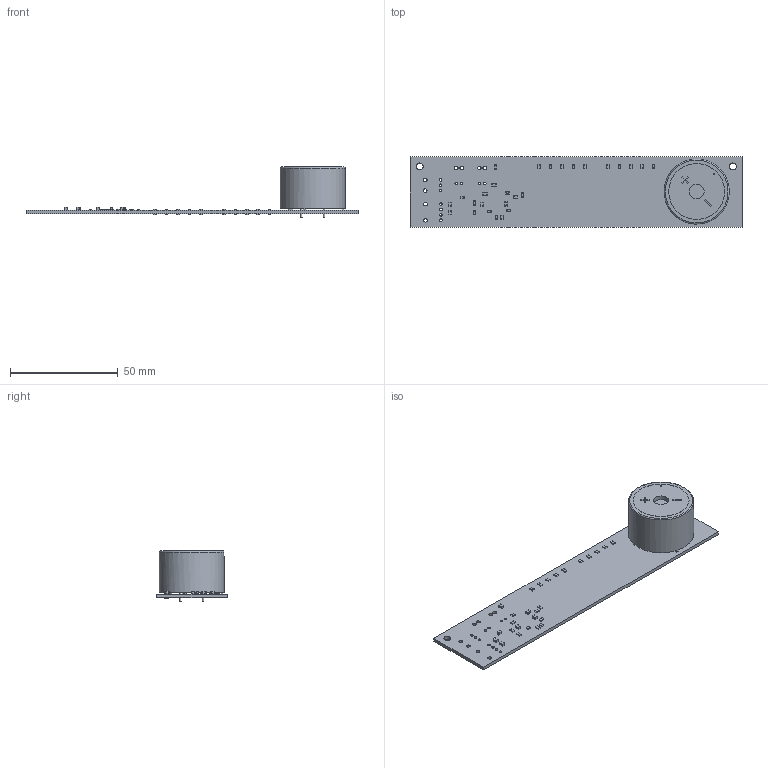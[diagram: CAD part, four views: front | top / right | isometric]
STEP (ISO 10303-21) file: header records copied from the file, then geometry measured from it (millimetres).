
FILE_DESCRIPTION(('KiCad electronic assembly'),'2;1');
FILE_NAME('TSSI.step','2025-05-09T14:18:51',('Pcbnew'),('Kicad'), 'Open CASCADE STEP processor 7.8','KiCad to STEP converter','Unknown' );
FILE_SCHEMA(('AUTOMOTIVE_DESIGN { 1 0 10303 214 1 1 1 1 }'));
Length unit declared in the file: millimetre
Products named in the file (8): TSSI 1; C_0805_2012Metric; R_0805_2012Metric; AI-3035-TT-12V-R; TSSI_PCB
Assembly tree (42 placements, depth 3):
  TSSI 1
    C_0805_2012Metric  x7
      C_0805_2012Metric
    R_0805_2012Metric  x30
      R_0805_2012Metric
    AI-3035-TT-12V-R
      AI-3035-TT-12V-R
    TSSI_PCB
Bounding box: 154.25 x 32.75 x 23.65 mm (x, y, z)
Volume: 18556.8 mm3; surface area: 15990.3 mm2
Topology: 39 solids, 39 shells, 1054 faces, 2739 edges, 1784 vertices
Faces by surface type: plane 695, cylinder 357, torus 2
Full cylindrical faces by diameter (mm): 0.75 x1, 0.8 x2, 0.9 x2, 1.2 x11, 1.7 x8, 3.2 x2, 6.9 x1, 26 x1, 28.2 x1, 30.2 x1
Entity records: 5229 total; most frequent: DIRECTION 806, CARTESIAN_POINT 730, ORIENTED_EDGE 670, EDGE_CURVE 335, AXIS2_PLACEMENT_3D 296, VERTEX_POINT 220, LINE 214, VECTOR 214
